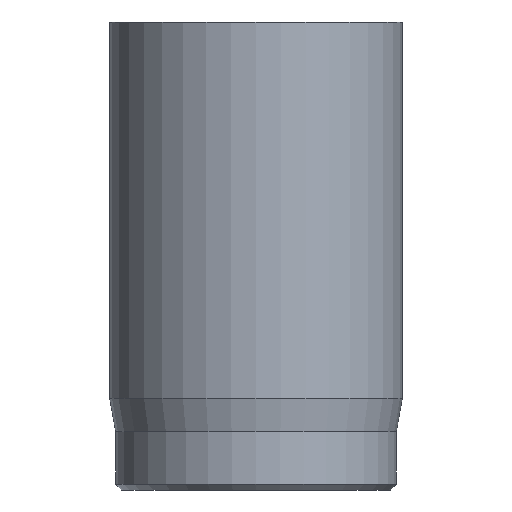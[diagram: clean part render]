
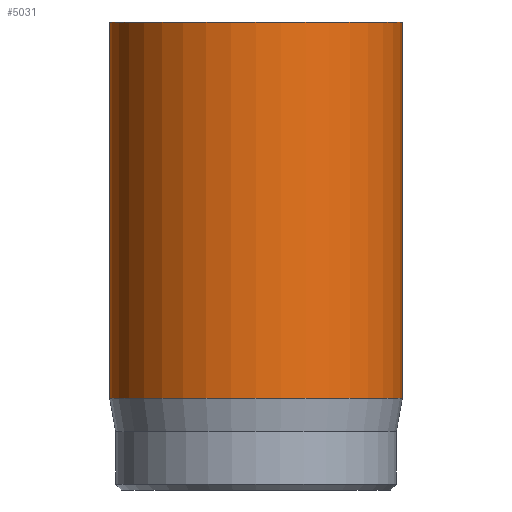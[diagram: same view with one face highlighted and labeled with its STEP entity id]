
A CAD part, front view. The second image highlights one B-rep face of the part: STEP entity #5031.
In plain terms, the highlighted cylindrical face has radius 2.5 mm (diameter 5 mm), a full revolution.
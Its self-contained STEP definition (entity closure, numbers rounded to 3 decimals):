
#31=CYLINDRICAL_SURFACE('',#5237,2.5);
#44=CIRCLE('',#5213,2.5);
#55=CIRCLE('',#5235,2.5);
#56=CIRCLE('',#5236,2.5);
#786=FACE_OUTER_BOUND('',#1079,.T.);
#1079=EDGE_LOOP('',(#4564,#4565,#4566,#4567,#4568));
#1493=LINE('',#9294,#1913);
#1913=VECTOR('',#5911,2.5);
#2394=VERTEX_POINT('',#9250);
#2405=VERTEX_POINT('',#9288);
#2406=VERTEX_POINT('',#9289);
#3114=EDGE_CURVE('',#2394,#2394,#44,.T.);
#3130=EDGE_CURVE('',#2405,#2406,#55,.T.);
#3131=EDGE_CURVE('',#2406,#2405,#56,.T.);
#3133=EDGE_CURVE('',#2394,#2405,#1493,.T.);
#4564=ORIENTED_EDGE('',*,*,#3114,.T.);
#4565=ORIENTED_EDGE('',*,*,#3133,.T.);
#4566=ORIENTED_EDGE('',*,*,#3130,.T.);
#4567=ORIENTED_EDGE('',*,*,#3131,.T.);
#4568=ORIENTED_EDGE('',*,*,#3133,.F.);
#5031=ADVANCED_FACE('',(#786),#31,.T.);
#5213=AXIS2_PLACEMENT_3D('',#9251,#5855,#5856);
#5235=AXIS2_PLACEMENT_3D('',#9290,#5904,#5905);
#5236=AXIS2_PLACEMENT_3D('',#9291,#5906,#5907);
#5237=AXIS2_PLACEMENT_3D('',#9293,#5909,#5910);
#5855=DIRECTION('center_axis',(0.,0.,-1.));
#5856=DIRECTION('ref_axis',(-1.,0.,0.));
#5904=DIRECTION('center_axis',(0.,0.,1.));
#5905=DIRECTION('ref_axis',(-1.,0.,0.));
#5906=DIRECTION('center_axis',(0.,0.,1.));
#5907=DIRECTION('ref_axis',(-1.,0.,0.));
#5909=DIRECTION('center_axis',(0.,0.,1.));
#5910=DIRECTION('ref_axis',(-1.,0.,0.));
#5911=DIRECTION('',(0.,0.,-1.));
#9250=CARTESIAN_POINT('',(2.5,0.,8.));
#9251=CARTESIAN_POINT('Origin',(0.,0.,8.));
#9288=CARTESIAN_POINT('',(2.5,0.,1.567));
#9289=CARTESIAN_POINT('',(-2.5,0.,1.567));
#9290=CARTESIAN_POINT('Origin',(0.,0.,1.567));
#9291=CARTESIAN_POINT('Origin',(0.,0.,1.567));
#9293=CARTESIAN_POINT('Origin',(0.,0.,0.));
#9294=CARTESIAN_POINT('',(2.5,0.,0.));
